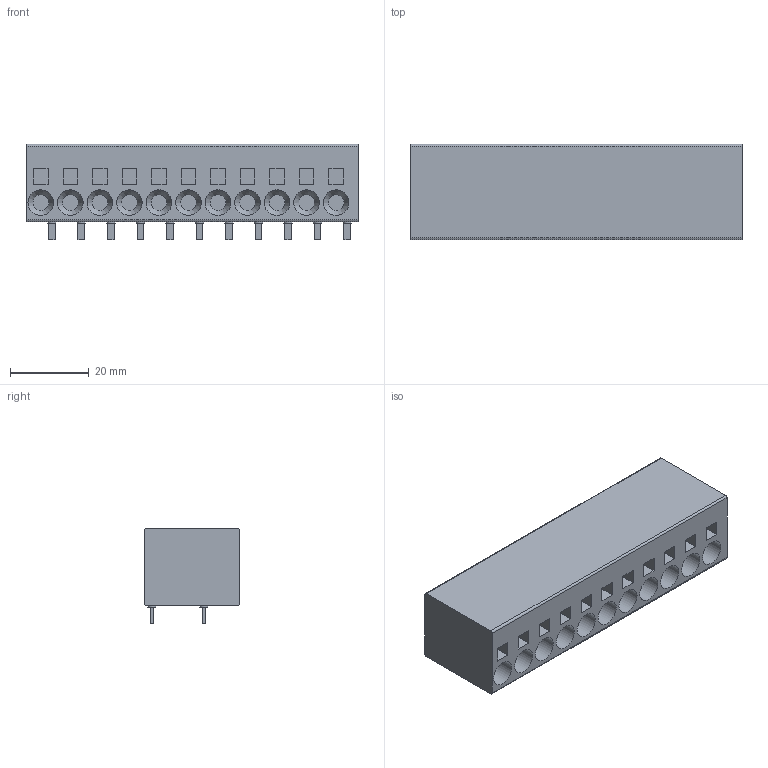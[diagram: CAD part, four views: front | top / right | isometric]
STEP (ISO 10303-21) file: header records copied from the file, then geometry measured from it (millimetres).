
FILE_DESCRIPTION(/* description */ ('model of PhoenixContact_SPT_5_11-H-7.5-ZB_1x11_P7.5mm_Horizontal'),/* implementation_level */ '2;1');
FILE_NAME(/* name */ 'PhoenixContact_SPT_5_11-H-7.5-ZB_1x11_P7.5mm_Horizontal.step',/* time_stamp */ '2023-01-30T13:58:05',/* author */ ('KiCAD','kicad'),/* organization */ ('OCCT'),/* preprocessor_version */ '',/* originating_system */ 'KiCAD',/* authorisation */ '');
FILE_SCHEMA(('AUTOMOTIVE_DESIGN { 1 0 10303 214 1 1 1 1 }'));
Length unit declared in the file: millimetre
Products named in the file (7): CQ assembly; bbe90db6-a09d-11ed-8f45-a0cec80452fd; bbe90db6-a09d-11ed-8f45-a0cec80452fd_part; bbe91220-a09d-11ed-8f45-a0cec80452fd; bbe91220-a09d-11ed-8f45-a0cec80452fd_part; bbe914f0-a09d-11ed-8f45-a0cec80452fd; bbe914f0-a09d-11ed-8f45-a0cec80452fd_part
Assembly tree (6 placements, depth 4):
  CQ assembly
    bbe90db6-a09d-11ed-8f45-a0cec80452fd
      bbe90db6-a09d-11ed-8f45-a0cec80452fd_part
      bbe91220-a09d-11ed-8f45-a0cec80452fd
        bbe91220-a09d-11ed-8f45-a0cec80452fd_part
      bbe914f0-a09d-11ed-8f45-a0cec80452fd
        bbe914f0-a09d-11ed-8f45-a0cec80452fd_part
Bounding box: 84.3 x 24.15 x 24.2 mm (x, y, z)
Volume: 36434.5 mm3; surface area: 11080.5 mm2
Topology: 12 solids, 12 shells, 186 faces, 376 edges, 247 vertices
Faces by surface type: plane 149, cylinder 26, cone 11
Full cylindrical faces by diameter (mm): 2.1 x11, 6.5 x11
Entity records: 4979 total; most frequent: DIRECTION 825, CARTESIAN_POINT 816, ORIENTED_EDGE 752, EDGE_CURVE 376, LINE 313, VECTOR 313, AXIS2_PLACEMENT_3D 256, VERTEX_POINT 247
